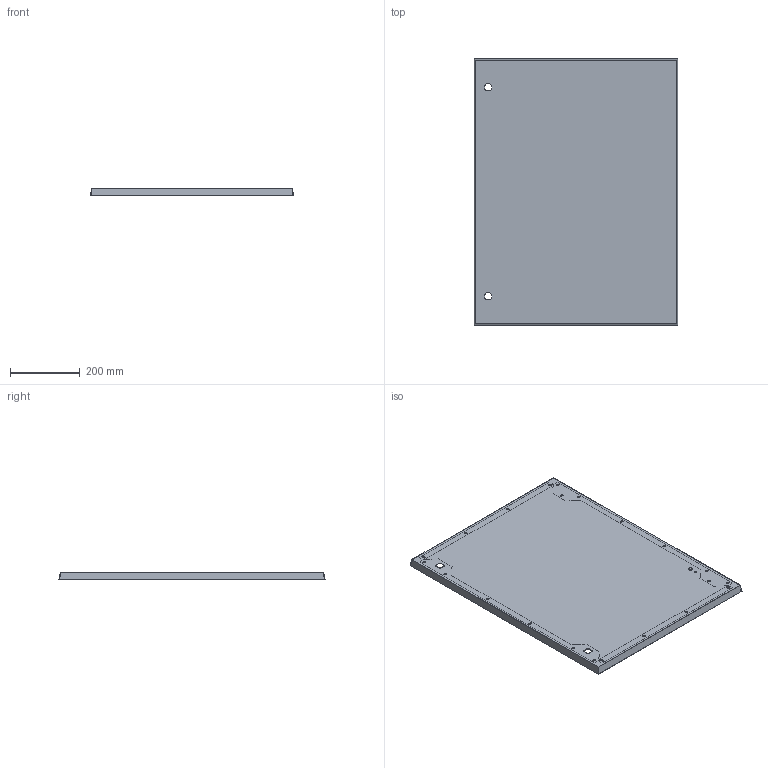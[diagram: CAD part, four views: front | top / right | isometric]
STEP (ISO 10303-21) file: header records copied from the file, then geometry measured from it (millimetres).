
FILE_DESCRIPTION (( 'STEP AP214' ), '1' );
FILE_NAME ('3353-6080-01-00.step', '2024-01-10T13:36:05', ( '' ), ( '' ), 'SwSTEP 2.0', 'SolidWorks 2019', '' );
FILE_SCHEMA (( 'AUTOMOTIVE_DESIGN' ));
Length unit declared in the file: millimetre
Products named in the file (1): 3353-6080-01-00
Bounding box: 584 x 764 x 22 mm (x, y, z)
Volume: 894702 mm3; surface area: 1206845.9 mm2
Topology: 5 solids, 5 shells, 926 faces, 2312 edges, 1472 vertices
Faces by surface type: plane 550, cylinder 376
Entity records: 28386 total; most frequent: DIRECTION 5198, CARTESIAN_POINT 4711, ORIENTED_EDGE 4624, EDGE_CURVE 2312, AXIS2_PLACEMENT_3D 1959, VERTEX_POINT 1472, VECTOR 1280, LINE 1280
